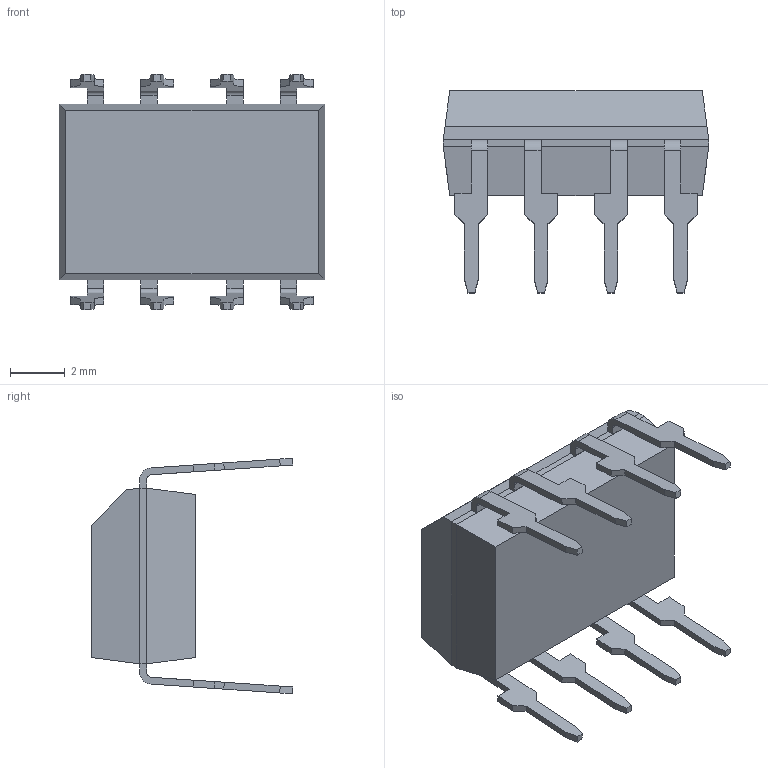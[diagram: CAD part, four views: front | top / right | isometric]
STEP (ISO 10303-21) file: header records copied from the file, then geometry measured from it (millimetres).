
FILE_DESCRIPTION (( 'STEP AP214' ), '1' );
FILE_NAME ('TLP250(F).STEP', '2020-07-08T19:06:14', ( '' ), ( '' ), 'SwSTEP 2.0', 'SolidWorks 2017', '' );
FILE_SCHEMA (( 'AUTOMOTIVE_DESIGN' ));
Length unit declared in the file: millimetre
Products named in the file (1): TLP250(F)
Bounding box: 9.66 x 7.35 x 8.57 mm (x, y, z)
Volume: 222.8 mm3; surface area: 309.9 mm2
Topology: 9 solids, 9 shells, 159 faces, 415 edges, 274 vertices
Faces by surface type: plane 143, cylinder 16
Entity records: 4903 total; most frequent: CARTESIAN_POINT 849, ORIENTED_EDGE 830, DIRECTION 767, EDGE_CURVE 415, VECTOR 383, LINE 383, VERTEX_POINT 274, AXIS2_PLACEMENT_3D 192
